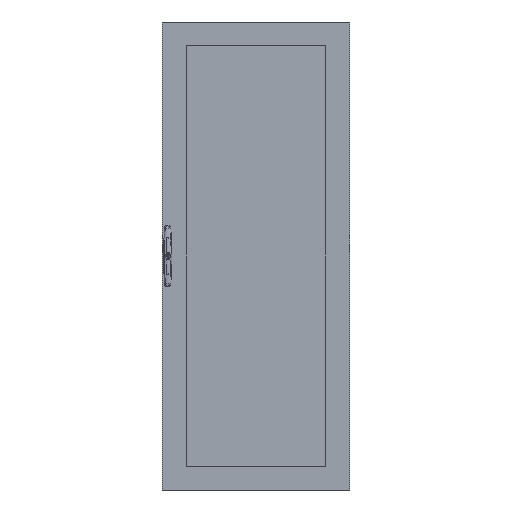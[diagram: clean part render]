
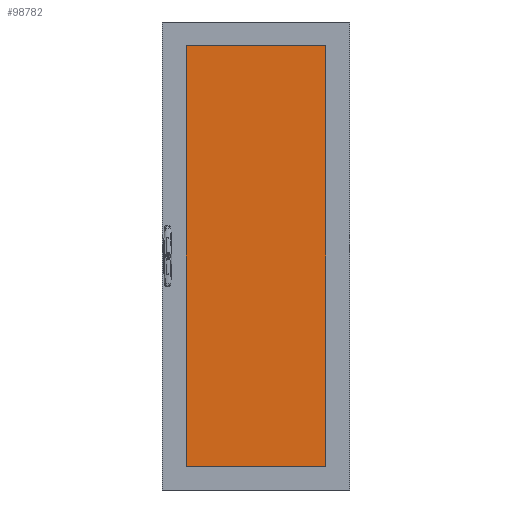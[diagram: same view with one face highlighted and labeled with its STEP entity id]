
A CAD part, front view. The second image highlights one B-rep face of the part: STEP entity #98782.
In plain terms, the highlighted planar face has unit normal (0, -1, 0).
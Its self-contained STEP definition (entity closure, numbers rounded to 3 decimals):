
#1139 = ORIENTED_EDGE ( 'NONE', *, *, #80762, .F. ) ;
#1384 = VERTEX_POINT ( 'NONE', #46906 ) ;
#2127 = CARTESIAN_POINT ( 'NONE',  ( -12.5, 0., -35.689 ) ) ;
#8926 = DIRECTION ( 'NONE',  ( 1., 0., 0. ) ) ;
#10103 = VECTOR ( 'NONE', #77323, 39.37 ) ;
#10701 = ORIENTED_EDGE ( 'NONE', *, *, #59390, .F. ) ;
#11832 = AXIS2_PLACEMENT_3D ( 'NONE', #49227, #37983, #87431 ) ;
#23948 = DIRECTION ( 'NONE',  ( 0., 0., -1. ) ) ;
#24032 = VERTEX_POINT ( 'NONE', #115672 ) ;
#27961 = FACE_OUTER_BOUND ( 'NONE', #120394, .T. ) ;
#33213 = VERTEX_POINT ( 'NONE', #38628 ) ;
#33326 = LINE ( 'NONE', #45197, #50972 ) ;
#37983 = DIRECTION ( 'NONE',  ( 0., -1., 0. ) ) ;
#38628 = CARTESIAN_POINT ( 'NONE',  ( -12.5, 0., -35.689 ) ) ;
#39009 = LINE ( 'NONE', #96007, #62418 ) ;
#40934 = VERTEX_POINT ( 'NONE', #90665 ) ;
#44916 = LINE ( 'NONE', #83116, #71874 ) ;
#45197 = CARTESIAN_POINT ( 'NONE',  ( 12.5, 0., -35.689 ) ) ;
#46906 = CARTESIAN_POINT ( 'NONE',  ( -12.5, 0., 35.689 ) ) ;
#49227 = CARTESIAN_POINT ( 'NONE',  ( 0., 0., 0. ) ) ;
#50972 = VECTOR ( 'NONE', #23948, 39.37 ) ;
#53085 = ORIENTED_EDGE ( 'NONE', *, *, #110256, .F. ) ;
#55944 = ORIENTED_EDGE ( 'NONE', *, *, #79186, .F. ) ;
#59390 = EDGE_CURVE ( 'NONE', #40934, #24032, #33326, .T. ) ;
#62418 = VECTOR ( 'NONE', #8926, 39.37 ) ;
#71874 = VECTOR ( 'NONE', #123226, 39.37 ) ;
#77323 = DIRECTION ( 'NONE',  ( -1., 0., 0. ) ) ;
#79186 = EDGE_CURVE ( 'NONE', #24032, #33213, #99218, .T. ) ;
#80762 = EDGE_CURVE ( 'NONE', #1384, #40934, #39009, .T. ) ;
#83116 = CARTESIAN_POINT ( 'NONE',  ( -12.5, 0., 35.689 ) ) ;
#87431 = DIRECTION ( 'NONE',  ( 0., 0., -1. ) ) ;
#90665 = CARTESIAN_POINT ( 'NONE',  ( 12.5, 0., 35.689 ) ) ;
#96007 = CARTESIAN_POINT ( 'NONE',  ( 12.5, 0., 35.689 ) ) ;
#98782 = ADVANCED_FACE ( 'NONE', ( #27961 ), #104382, .T. ) ;
#99218 = LINE ( 'NONE', #2127, #10103 ) ;
#104382 = PLANE ( 'NONE',  #11832 ) ;
#110256 = EDGE_CURVE ( 'NONE', #33213, #1384, #44916, .T. ) ;
#115672 = CARTESIAN_POINT ( 'NONE',  ( 12.5, 0., -35.689 ) ) ;
#120394 = EDGE_LOOP ( 'NONE', ( #10701, #1139, #53085, #55944 ) ) ;
#123226 = DIRECTION ( 'NONE',  ( 0., 0., 1. ) ) ;
